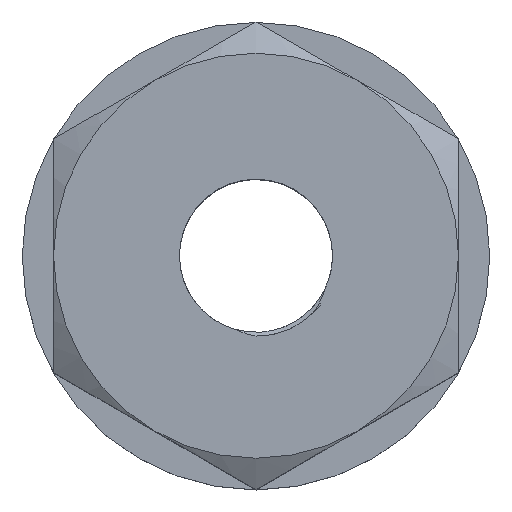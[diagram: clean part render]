
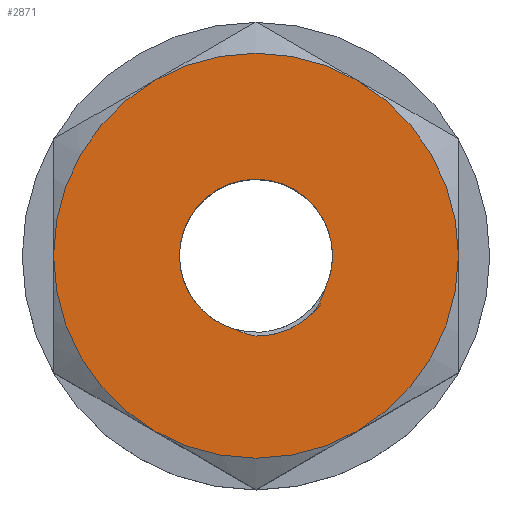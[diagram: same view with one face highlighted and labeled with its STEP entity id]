
A CAD part, top view. The second image highlights one B-rep face of the part: STEP entity #2871.
In plain terms, the highlighted planar face has unit normal (0, 0, 1).
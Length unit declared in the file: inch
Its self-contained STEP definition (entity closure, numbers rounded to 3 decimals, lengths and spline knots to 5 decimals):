
#8 = AXIS2_PLACEMENT_3D ( 'NONE', #1918, #1910, #1904 ) ;
#19 = AXIS2_PLACEMENT_3D ( 'NONE', #2643, #1800, #1768 ) ;
#20 = AXIS2_PLACEMENT_3D ( 'NONE', #1874, #2455, #2461 ) ;
#25 = AXIS2_PLACEMENT_3D ( 'NONE', #1999, #1995, #1992 ) ;
#30 = AXIS2_PLACEMENT_3D ( 'NONE', #2580, #2004, #2000 ) ;
#35 = AXIS2_PLACEMENT_3D ( 'NONE', #1777, #1775, #1771 ) ;
#36 = AXIS2_PLACEMENT_3D ( 'NONE', #1868, #2627, #2628 ) ;
#37 = AXIS2_PLACEMENT_3D ( 'NONE', #1996, #1994, #1989 ) ;
#51 = AXIS2_PLACEMENT_3D ( 'NONE', #1646, #1643, #1642 ) ;
#58 = AXIS2_PLACEMENT_3D ( 'NONE', #2754, #2746, #2745 ) ;
#106 = FACE_OUTER_BOUND ( 'NONE', #457, .T. ) ;
#130 = FACE_BOUND ( 'NONE', #416, .T. ) ;
#216 = CIRCLE ( 'NONE', #8, 0.17969 ) ;
#219 = CIRCLE ( 'NONE', #19, 0.17969 ) ;
#223 = CIRCLE ( 'NONE', #20, 0.17969 ) ;
#234 = CIRCLE ( 'NONE', #25, 0.06794 ) ;
#243 = CIRCLE ( 'NONE', #58, 0.06794 ) ;
#282 = CIRCLE ( 'NONE', #36, 0.06794 ) ;
#288 = CIRCLE ( 'NONE', #35, 0.17969 ) ;
#293 = CIRCLE ( 'NONE', #37, 0.17969 ) ;
#295 = CIRCLE ( 'NONE', #30, 0.17969 ) ;
#361 = ORIENTED_EDGE ( 'NONE', *, *, #628, .F. ) ;
#401 = ORIENTED_EDGE ( 'NONE', *, *, #590, .F. ) ;
#404 = ORIENTED_EDGE ( 'NONE', *, *, #612, .F. ) ;
#406 = ORIENTED_EDGE ( 'NONE', *, *, #573, .T. ) ;
#416 = EDGE_LOOP ( 'NONE', ( #444, #406, #452, #446, #517, #404 ) ) ;
#435 = ORIENTED_EDGE ( 'NONE', *, *, #583, .T. ) ;
#444 = ORIENTED_EDGE ( 'NONE', *, *, #584, .F. ) ;
#446 = ORIENTED_EDGE ( 'NONE', *, *, #567, .T. ) ;
#452 = ORIENTED_EDGE ( 'NONE', *, *, #581, .T. ) ;
#457 = EDGE_LOOP ( 'NONE', ( #535, #361, #538, #496, #435, #401 ) ) ;
#496 = ORIENTED_EDGE ( 'NONE', *, *, #616, .F. ) ;
#517 = ORIENTED_EDGE ( 'NONE', *, *, #640, .F. ) ;
#535 = ORIENTED_EDGE ( 'NONE', *, *, #585, .F. ) ;
#538 = ORIENTED_EDGE ( 'NONE', *, *, #610, .F. ) ;
#567 = EDGE_CURVE ( 'NONE', #2115, #2183, #2907, .T. ) ;
#573 = EDGE_CURVE ( 'NONE', #2167, #2358, #2904, .T. ) ;
#581 = EDGE_CURVE ( 'NONE', #2358, #2115, #2903, .T. ) ;
#583 = EDGE_CURVE ( 'NONE', #2173, #2180, #295, .T. ) ;
#584 = EDGE_CURVE ( 'NONE', #2167, #2127, #234, .T. ) ;
#585 = EDGE_CURVE ( 'NONE', #2155, #2367, #293, .T. ) ;
#590 = EDGE_CURVE ( 'NONE', #2367, #2180, #288, .T. ) ;
#610 = EDGE_CURVE ( 'NONE', #2188, #2164, #223, .T. ) ;
#612 = EDGE_CURVE ( 'NONE', #2127, #2172, #282, .T. ) ;
#616 = EDGE_CURVE ( 'NONE', #2173, #2188, #216, .T. ) ;
#628 = EDGE_CURVE ( 'NONE', #2164, #2155, #219, .T. ) ;
#640 = EDGE_CURVE ( 'NONE', #2172, #2183, #243, .T. ) ;
#675 = CARTESIAN_POINT ( 'NONE',  ( 0.05073, -0.05072, 0. ) ) ;
#685 = CARTESIAN_POINT ( 'NONE',  ( 0.08984, -0.15561, 0. ) ) ;
#693 = CARTESIAN_POINT ( 'NONE',  ( -0.01866, -0.06532, 0. ) ) ;
#697 = CARTESIAN_POINT ( 'NONE',  ( 0.08984, 0.15561, 0. ) ) ;
#954 = CARTESIAN_POINT ( 'NONE',  ( 0.17969, 0., 0. ) ) ;
#1022 = CARTESIAN_POINT ( 'NONE',  ( -0.06794, 0., 0. ) ) ;
#1038 = CARTESIAN_POINT ( 'NONE',  ( 0., -0.07127, 0. ) ) ;
#1122 = CARTESIAN_POINT ( 'NONE',  ( -0.17969, 0., 0. ) ) ;
#1125 = CARTESIAN_POINT ( 'NONE',  ( -0.08984, -0.15561, 0. ) ) ;
#1134 = CARTESIAN_POINT ( 'NONE',  ( 0.06794, 0., 0. ) ) ;
#1462 = CARTESIAN_POINT ( 'NONE',  ( 0.06157, -0.02872, 0. ) ) ;
#1642 = DIRECTION ( 'NONE',  ( -1., 0., 0. ) ) ;
#1643 = DIRECTION ( 'NONE',  ( 0., 0., -1. ) ) ;
#1645 = PLANE ( 'NONE',  #51 ) ;
#1646 = CARTESIAN_POINT ( 'NONE',  ( 0.17969, 0.10374, 0. ) ) ;
#1700 = CARTESIAN_POINT ( 'NONE',  ( -0.08984, 0.15561, 0. ) ) ;
#1716 = CARTESIAN_POINT ( 'NONE',  ( 0.06157, -0.02872, 0. ) ) ;
#1718 = CARTESIAN_POINT ( 'NONE',  ( 0.05073, -0.05072, 0. ) ) ;
#1757 = CARTESIAN_POINT ( 'NONE',  ( 0.04399, -0.05732, 0. ) ) ;
#1768 = DIRECTION ( 'NONE',  ( -1., 0., 0. ) ) ;
#1771 = DIRECTION ( 'NONE',  ( -1., 0., 0. ) ) ;
#1775 = DIRECTION ( 'NONE',  ( 0., 0., -1. ) ) ;
#1777 = CARTESIAN_POINT ( 'NONE',  ( 0., 0., 0. ) ) ;
#1793 = CARTESIAN_POINT ( 'NONE',  ( 0.02302, -0.06785, 0. ) ) ;
#1797 = CARTESIAN_POINT ( 'NONE',  ( 0.03605, -0.06254, 0. ) ) ;
#1800 = DIRECTION ( 'NONE',  ( 0., 0., -1. ) ) ;
#1868 = CARTESIAN_POINT ( 'NONE',  ( 0., 0., 0. ) ) ;
#1874 = CARTESIAN_POINT ( 'NONE',  ( 0., 0., 0. ) ) ;
#1904 = DIRECTION ( 'NONE',  ( -1., 0., 0. ) ) ;
#1910 = DIRECTION ( 'NONE',  ( 0., 0., -1. ) ) ;
#1918 = CARTESIAN_POINT ( 'NONE',  ( 0., 0., 0. ) ) ;
#1989 = DIRECTION ( 'NONE',  ( -1., 0., 0. ) ) ;
#1992 = DIRECTION ( 'NONE',  ( 1., 0., 0. ) ) ;
#1994 = DIRECTION ( 'NONE',  ( 0., 0., -1. ) ) ;
#1995 = DIRECTION ( 'NONE',  ( 0., 0., 1. ) ) ;
#1996 = CARTESIAN_POINT ( 'NONE',  ( 0., 0., 0. ) ) ;
#1999 = CARTESIAN_POINT ( 'NONE',  ( 0., 0., 0. ) ) ;
#2000 = DIRECTION ( 'NONE',  ( 1., 0., 0. ) ) ;
#2004 = DIRECTION ( 'NONE',  ( 0., 0., 1. ) ) ;
#2029 = CARTESIAN_POINT ( 'NONE',  ( 0.05073, -0.05072, 0. ) ) ;
#2115 = VERTEX_POINT ( 'NONE', #1038 ) ;
#2127 = VERTEX_POINT ( 'NONE', #1134 ) ;
#2155 = VERTEX_POINT ( 'NONE', #1122 ) ;
#2164 = VERTEX_POINT ( 'NONE', #1125 ) ;
#2167 = VERTEX_POINT ( 'NONE', #1462 ) ;
#2172 = VERTEX_POINT ( 'NONE', #1022 ) ;
#2173 = VERTEX_POINT ( 'NONE', #954 ) ;
#2180 = VERTEX_POINT ( 'NONE', #697 ) ;
#2183 = VERTEX_POINT ( 'NONE', #693 ) ;
#2188 = VERTEX_POINT ( 'NONE', #685 ) ;
#2246 = CARTESIAN_POINT ( 'NONE',  ( -0.01275, -0.06819, 0. ) ) ;
#2254 = CARTESIAN_POINT ( 'NONE',  ( -0.00652, -0.07016, 0. ) ) ;
#2257 = CARTESIAN_POINT ( 'NONE',  ( -0.01866, -0.06532, 0. ) ) ;
#2358 = VERTEX_POINT ( 'NONE', #675 ) ;
#2367 = VERTEX_POINT ( 'NONE', #1700 ) ;
#2455 = DIRECTION ( 'NONE',  ( 0., 0., -1. ) ) ;
#2461 = DIRECTION ( 'NONE',  ( -1., 0., 0. ) ) ;
#2508 = CARTESIAN_POINT ( 'NONE',  ( 0.05564, -0.04407, 0. ) ) ;
#2509 = CARTESIAN_POINT ( 'NONE',  ( 0.05935, -0.03658, 0. ) ) ;
#2520 = CARTESIAN_POINT ( 'NONE',  ( 0., -0.07127, 0. ) ) ;
#2573 = CARTESIAN_POINT ( 'NONE',  ( 0., -0.07127, 0. ) ) ;
#2580 = CARTESIAN_POINT ( 'NONE',  ( 0., 0., 0. ) ) ;
#2585 = CARTESIAN_POINT ( 'NONE',  ( 0.00472, -0.07131, 0. ) ) ;
#2586 = CARTESIAN_POINT ( 'NONE',  ( 0.00936, -0.0709, 0. ) ) ;
#2587 = CARTESIAN_POINT ( 'NONE',  ( 0.01849, -0.06918, 0. ) ) ;
#2627 = DIRECTION ( 'NONE',  ( 0., 0., 1. ) ) ;
#2628 = DIRECTION ( 'NONE',  ( 1., 0., 0. ) ) ;
#2643 = CARTESIAN_POINT ( 'NONE',  ( 0., 0., 0. ) ) ;
#2745 = DIRECTION ( 'NONE',  ( 1., 0., 0. ) ) ;
#2746 = DIRECTION ( 'NONE',  ( 0., 0., 1. ) ) ;
#2754 = CARTESIAN_POINT ( 'NONE',  ( 0., 0., 0. ) ) ;
#2871 = ADVANCED_FACE ( 'NONE', ( #130, #106 ), #1645, .F. ) ;
#2903 = B_SPLINE_CURVE_WITH_KNOTS ( 'NONE', 3,
 ( #2029, #1757, #1797, #1793, #2587, #2586, #2585, #2573 ),
 .UNSPECIFIED., .F., .F.,
 ( 4, 2, 2, 4 ),
 ( 0., 0.00072, 0.00108, 0.00143 ),
 .UNSPECIFIED. ) ;
#2904 = B_SPLINE_CURVE_WITH_KNOTS ( 'NONE', 3,
 ( #1716, #2509, #2508, #1718 ),
 .UNSPECIFIED., .F., .F.,
 ( 4, 4 ),
 ( 0.00294, 0.00357 ),
 .UNSPECIFIED. ) ;
#2907 = B_SPLINE_CURVE_WITH_KNOTS ( 'NONE', 3,
 ( #2520, #2254, #2246, #2257 ),
 .UNSPECIFIED., .F., .F.,
 ( 4, 4 ),
 ( 0., 0.0005 ),
 .UNSPECIFIED. ) ;
